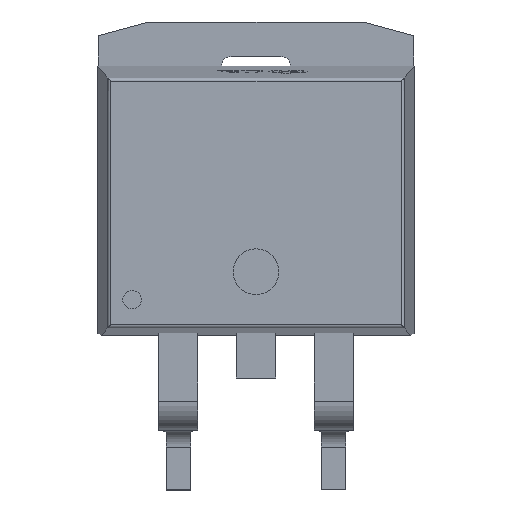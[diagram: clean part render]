
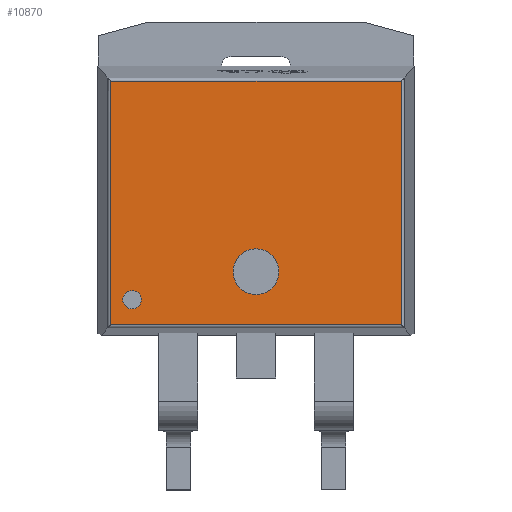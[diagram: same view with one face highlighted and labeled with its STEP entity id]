
A CAD part, top view. The second image highlights one B-rep face of the part: STEP entity #10870.
In plain terms, the highlighted planar face has unit normal (0, 0, 1).
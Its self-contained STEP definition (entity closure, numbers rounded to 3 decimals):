
#118 = CARTESIAN_POINT ( 'NONE',  ( 0., 1.81, 4.46 ) ) ;
#152 = EDGE_LOOP ( 'NONE', ( #8964, #5532 ) ) ;
#374 = FACE_OUTER_BOUND ( 'NONE', #2712, .T. ) ;
#531 = ORIENTED_EDGE ( 'NONE', *, *, #14142, .F. ) ;
#594 = ORIENTED_EDGE ( 'NONE', *, *, #12552, .T. ) ;
#885 = VERTEX_POINT ( 'NONE', #4463 ) ;
#926 = CARTESIAN_POINT ( 'NONE',  ( -4.749, -2.256, 4.46 ) ) ;
#1361 = CIRCLE ( 'NONE', #9804, 0.302 ) ;
#1495 = DIRECTION ( 'NONE',  ( 1., 0., 0. ) ) ;
#2353 = DIRECTION ( 'NONE',  ( 0., 0., 1. ) ) ;
#2712 = EDGE_LOOP ( 'NONE', ( #8576, #11419, #6077, #594 ) ) ;
#2868 = DIRECTION ( 'NONE',  ( 1., 0., 0. ) ) ;
#2874 = CARTESIAN_POINT ( 'NONE',  ( 4.839, -2.256, 4.46 ) ) ;
#2941 = CARTESIAN_POINT ( 'NONE',  ( 0., -0.518, 4.46 ) ) ;
#3082 = VERTEX_POINT ( 'NONE', #13400 ) ;
#3582 = CIRCLE ( 'NONE', #4517, 0.302 ) ;
#3677 = CARTESIAN_POINT ( 'NONE',  ( 4.749, 1.81, 4.46 ) ) ;
#3690 = VECTOR ( 'NONE', #3866, 1000. ) ;
#3730 = VERTEX_POINT ( 'NONE', #5477 ) ;
#3744 = VERTEX_POINT ( 'NONE', #5681 ) ;
#3866 = DIRECTION ( 'NONE',  ( 0., -1., 0. ) ) ;
#4134 = CARTESIAN_POINT ( 'NONE',  ( -4.051, -1.432, 4.46 ) ) ;
#4373 = DIRECTION ( 'NONE',  ( 1., 0., 0. ) ) ;
#4404 = PLANE ( 'NONE',  #9872 ) ;
#4463 = CARTESIAN_POINT ( 'NONE',  ( -4.749, 5.718, 4.46 ) ) ;
#4475 = ORIENTED_EDGE ( 'NONE', *, *, #6813, .F. ) ;
#4517 = AXIS2_PLACEMENT_3D ( 'NONE', #4134, #11911, #8708 ) ;
#4641 = AXIS2_PLACEMENT_3D ( 'NONE', #10974, #11992, #4373 ) ;
#4797 = LINE ( 'NONE', #3677, #11526 ) ;
#4975 = LINE ( 'NONE', #13895, #3690 ) ;
#5074 = CARTESIAN_POINT ( 'NONE',  ( 0.75, -0.518, 4.46 ) ) ;
#5220 = VECTOR ( 'NONE', #11935, 1000. ) ;
#5319 = EDGE_CURVE ( 'NONE', #885, #5463, #4975, .T. ) ;
#5463 = VERTEX_POINT ( 'NONE', #926 ) ;
#5477 = CARTESIAN_POINT ( 'NONE',  ( 4.749, -2.256, 4.46 ) ) ;
#5481 = EDGE_CURVE ( 'NONE', #5992, #3744, #6992, .T. ) ;
#5532 = ORIENTED_EDGE ( 'NONE', *, *, #13702, .F. ) ;
#5681 = CARTESIAN_POINT ( 'NONE',  ( -0.75, -0.518, 4.46 ) ) ;
#5801 = DIRECTION ( 'NONE',  ( 0., 1., 0. ) ) ;
#5992 = VERTEX_POINT ( 'NONE', #5074 ) ;
#6077 = ORIENTED_EDGE ( 'NONE', *, *, #12905, .T. ) ;
#6188 = DIRECTION ( 'NONE',  ( 0., 0., 1. ) ) ;
#6525 = CARTESIAN_POINT ( 'NONE',  ( -4.354, -1.432, 4.46 ) ) ;
#6624 = VECTOR ( 'NONE', #13132, 1000. ) ;
#6647 = CIRCLE ( 'NONE', #14367, 0.75 ) ;
#6798 = EDGE_LOOP ( 'NONE', ( #4475, #531 ) ) ;
#6813 = EDGE_CURVE ( 'NONE', #12771, #10646, #1361, .T. ) ;
#6817 = DIRECTION ( 'NONE',  ( 1., 0., 0. ) ) ;
#6992 = CIRCLE ( 'NONE', #4641, 0.75 ) ;
#8009 = CARTESIAN_POINT ( 'NONE',  ( -3.749, -1.432, 4.46 ) ) ;
#8576 = ORIENTED_EDGE ( 'NONE', *, *, #14150, .T. ) ;
#8708 = DIRECTION ( 'NONE',  ( 1., 0., 0. ) ) ;
#8964 = ORIENTED_EDGE ( 'NONE', *, *, #5481, .F. ) ;
#9804 = AXIS2_PLACEMENT_3D ( 'NONE', #11690, #6188, #1495 ) ;
#9872 = AXIS2_PLACEMENT_3D ( 'NONE', #118, #2353, #6817 ) ;
#10646 = VERTEX_POINT ( 'NONE', #6525 ) ;
#10735 = LINE ( 'NONE', #12929, #6624 ) ;
#10870 = ADVANCED_FACE ( 'NONE', ( #13644, #12547, #374 ), #4404, .T. ) ;
#10974 = CARTESIAN_POINT ( 'NONE',  ( 0., -0.518, 4.46 ) ) ;
#11419 = ORIENTED_EDGE ( 'NONE', *, *, #5319, .T. ) ;
#11526 = VECTOR ( 'NONE', #5801, 1000. ) ;
#11690 = CARTESIAN_POINT ( 'NONE',  ( -4.051, -1.432, 4.46 ) ) ;
#11911 = DIRECTION ( 'NONE',  ( 0., 0., 1. ) ) ;
#11935 = DIRECTION ( 'NONE',  ( 1., 0., 0. ) ) ;
#11992 = DIRECTION ( 'NONE',  ( 0., 0., 1. ) ) ;
#12547 = FACE_BOUND ( 'NONE', #6798, .T. ) ;
#12552 = EDGE_CURVE ( 'NONE', #3730, #3082, #4797, .T. ) ;
#12771 = VERTEX_POINT ( 'NONE', #8009 ) ;
#12790 = DIRECTION ( 'NONE',  ( 0., 0., 1. ) ) ;
#12882 = LINE ( 'NONE', #2874, #5220 ) ;
#12905 = EDGE_CURVE ( 'NONE', #5463, #3730, #12882, .T. ) ;
#12929 = CARTESIAN_POINT ( 'NONE',  ( -4.839, 5.718, 4.46 ) ) ;
#13132 = DIRECTION ( 'NONE',  ( -1., 0., 0. ) ) ;
#13400 = CARTESIAN_POINT ( 'NONE',  ( 4.749, 5.718, 4.46 ) ) ;
#13644 = FACE_BOUND ( 'NONE', #152, .T. ) ;
#13702 = EDGE_CURVE ( 'NONE', #3744, #5992, #6647, .T. ) ;
#13895 = CARTESIAN_POINT ( 'NONE',  ( -4.749, 1.81, 4.46 ) ) ;
#14142 = EDGE_CURVE ( 'NONE', #10646, #12771, #3582, .T. ) ;
#14150 = EDGE_CURVE ( 'NONE', #3082, #885, #10735, .T. ) ;
#14367 = AXIS2_PLACEMENT_3D ( 'NONE', #2941, #12790, #2868 ) ;
